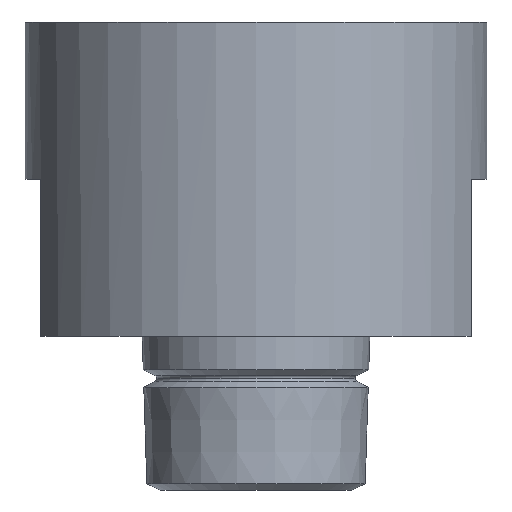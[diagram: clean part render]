
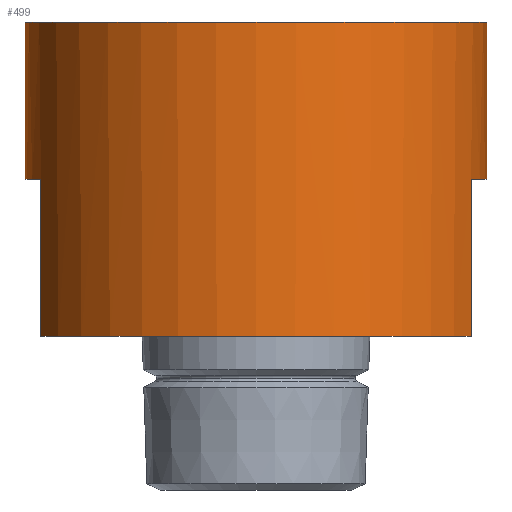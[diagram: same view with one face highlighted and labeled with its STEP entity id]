
A CAD part, front view. The second image highlights one B-rep face of the part: STEP entity #499.
In plain terms, the highlighted cylindrical face has radius 17.25 mm (diameter 34.5 mm), a partial arc.
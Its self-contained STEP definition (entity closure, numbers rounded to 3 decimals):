
#50 = VERTEX_POINT ( 'NONE', #314 ) ;
#51 = ORIENTED_EDGE ( 'NONE', *, *, #52, .F. ) ;
#52 = EDGE_CURVE ( 'NONE', #53, #50, #313, .T. ) ;
#53 = VERTEX_POINT ( 'NONE', #309 ) ;
#54 = ORIENTED_EDGE ( 'NONE', *, *, #55, .T. ) ;
#55 = EDGE_CURVE ( 'NONE', #53, #56, #308, .T. ) ;
#56 = VERTEX_POINT ( 'NONE', #303 ) ;
#57 = ORIENTED_EDGE ( 'NONE', *, *, #58, .T. ) ;
#58 = EDGE_CURVE ( 'NONE', #56, #59, #302, .T. ) ;
#59 = VERTEX_POINT ( 'NONE', #298 ) ;
#60 = ORIENTED_EDGE ( 'NONE', *, *, #61, .T. ) ;
#61 = EDGE_CURVE ( 'NONE', #59, #236, #297, .T. ) ;
#62 = ORIENTED_EDGE ( 'NONE', *, *, #235, .T. ) ;
#175 = VERTEX_POINT ( 'NONE', #548 ) ;
#216 = EDGE_CURVE ( 'NONE', #233, #175, #858, .T. ) ;
#220 = EDGE_CURVE ( 'NONE', #240, #233, #859, .T. ) ;
#233 = VERTEX_POINT ( 'NONE', #846 ) ;
#235 = EDGE_CURVE ( 'NONE', #236, #175, #845, .T. ) ;
#236 = VERTEX_POINT ( 'NONE', #841 ) ;
#240 = VERTEX_POINT ( 'NONE', #834 ) ;
#297 = CIRCLE ( 'NONE', #375, 17.25 ) ;
#298 = CARTESIAN_POINT ( 'NONE',  ( 16.086, -6.23, 5.75 ) ) ;
#299 = DIRECTION ( 'NONE',  ( 0., 0., 1. ) ) ;
#300 = VECTOR ( 'NONE', #299, 1000. ) ;
#301 = CARTESIAN_POINT ( 'NONE',  ( 16.086, -6.23, -17.5 ) ) ;
#302 = LINE ( 'NONE', #301, #300 ) ;
#303 = CARTESIAN_POINT ( 'NONE',  ( 16.086, -6.23, -6. ) ) ;
#304 = DIRECTION ( 'NONE',  ( 1., 0., 0. ) ) ;
#305 = DIRECTION ( 'NONE',  ( 0., 0., 1. ) ) ;
#306 = CARTESIAN_POINT ( 'NONE',  ( 0., 0., -6. ) ) ;
#307 = AXIS2_PLACEMENT_3D ( 'NONE', #306, #305, #304 ) ;
#308 = CIRCLE ( 'NONE', #307, 17.25 ) ;
#309 = CARTESIAN_POINT ( 'NONE',  ( -16.086, -6.23, -6. ) ) ;
#310 = DIRECTION ( 'NONE',  ( 0., 0., 1. ) ) ;
#311 = VECTOR ( 'NONE', #310, 1000. ) ;
#312 = CARTESIAN_POINT ( 'NONE',  ( -16.086, -6.23, -17.5 ) ) ;
#313 = LINE ( 'NONE', #312, #311 ) ;
#314 = CARTESIAN_POINT ( 'NONE',  ( -16.086, -6.23, 5.75 ) ) ;
#335 = ORIENTED_EDGE ( 'NONE', *, *, #216, .F. ) ;
#372 = DIRECTION ( 'NONE',  ( 1., 0., 0. ) ) ;
#373 = DIRECTION ( 'NONE',  ( 0., 0., 1. ) ) ;
#374 = CARTESIAN_POINT ( 'NONE',  ( 0., 0., 5.75 ) ) ;
#375 = AXIS2_PLACEMENT_3D ( 'NONE', #374, #373, #372 ) ;
#499 = ADVANCED_FACE ( 'NONE', ( #721 ), #718, .T. ) ;
#500 = EDGE_LOOP ( 'NONE', ( #501, #502, #51, #54, #57, #60, #62, #335 ) ) ;
#501 = ORIENTED_EDGE ( 'NONE', *, *, #220, .F. ) ;
#502 = ORIENTED_EDGE ( 'NONE', *, *, #503, .T. ) ;
#503 = EDGE_CURVE ( 'NONE', #240, #50, #719, .T. ) ;
#548 = CARTESIAN_POINT ( 'NONE',  ( 17.25, 0., 17.5 ) ) ;
#718 = CYLINDRICAL_SURFACE ( 'NONE', #720, 17.25 ) ;
#719 = CIRCLE ( 'NONE', #761, 17.25 ) ;
#720 = AXIS2_PLACEMENT_3D ( 'NONE', #764, #763, #762 ) ;
#721 = FACE_OUTER_BOUND ( 'NONE', #500, .T. ) ;
#758 = DIRECTION ( 'NONE',  ( 1., 0., 0. ) ) ;
#759 = DIRECTION ( 'NONE',  ( 0., 0., 1. ) ) ;
#760 = CARTESIAN_POINT ( 'NONE',  ( 0., 0., 5.75 ) ) ;
#761 = AXIS2_PLACEMENT_3D ( 'NONE', #760, #759, #758 ) ;
#762 = DIRECTION ( 'NONE',  ( 1., 0., 0. ) ) ;
#763 = DIRECTION ( 'NONE',  ( 0., 0., 1. ) ) ;
#764 = CARTESIAN_POINT ( 'NONE',  ( 0., 0., 17.5 ) ) ;
#819 = DIRECTION ( 'NONE',  ( 0., 0., 1. ) ) ;
#820 = VECTOR ( 'NONE', #819, 1000. ) ;
#821 = CARTESIAN_POINT ( 'NONE',  ( -17.25, 0., 17.5 ) ) ;
#822 = DIRECTION ( 'NONE',  ( 1., 0., 0. ) ) ;
#823 = DIRECTION ( 'NONE',  ( 0., 0., 1. ) ) ;
#834 = CARTESIAN_POINT ( 'NONE',  ( -17.25, 0., 5.75 ) ) ;
#841 = CARTESIAN_POINT ( 'NONE',  ( 17.25, 0., 5.75 ) ) ;
#842 = DIRECTION ( 'NONE',  ( 0., 0., 1. ) ) ;
#843 = VECTOR ( 'NONE', #842, 1000. ) ;
#844 = CARTESIAN_POINT ( 'NONE',  ( 17.25, 0., 17.5 ) ) ;
#845 = LINE ( 'NONE', #844, #843 ) ;
#846 = CARTESIAN_POINT ( 'NONE',  ( -17.25, 0., 17.5 ) ) ;
#856 = CARTESIAN_POINT ( 'NONE',  ( 0., 0., 17.5 ) ) ;
#857 = AXIS2_PLACEMENT_3D ( 'NONE', #856, #823, #822 ) ;
#858 = CIRCLE ( 'NONE', #857, 17.25 ) ;
#859 = LINE ( 'NONE', #821, #820 ) ;
